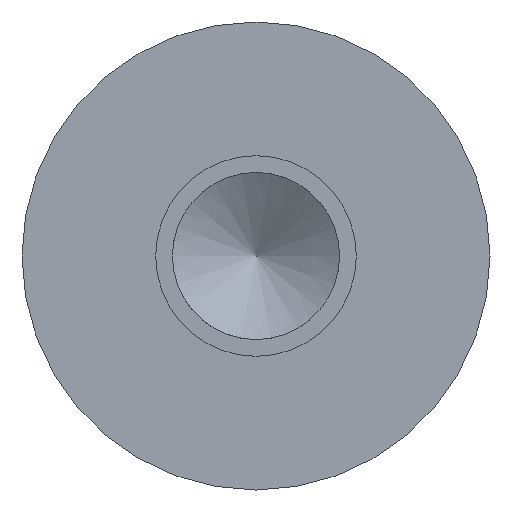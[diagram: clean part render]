
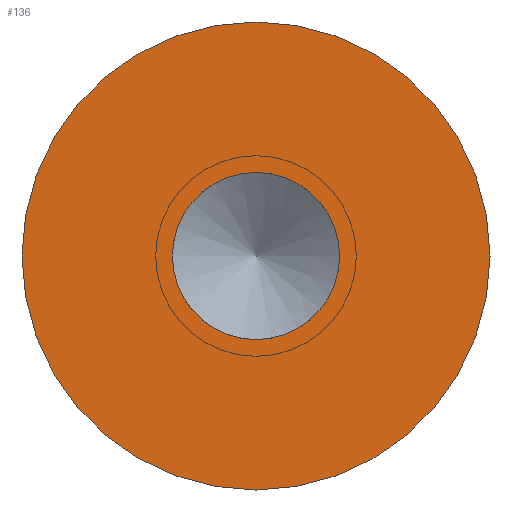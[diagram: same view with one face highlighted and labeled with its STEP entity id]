
A CAD part, front view. The second image highlights one B-rep face of the part: STEP entity #136.
In plain terms, the highlighted planar face has unit normal (0, -1, 0).
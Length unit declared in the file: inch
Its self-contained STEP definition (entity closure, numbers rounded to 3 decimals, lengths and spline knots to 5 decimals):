
#32=FACE_BOUND('',#53,.T.);
#41=FACE_OUTER_BOUND('',#52,.T.);
#52=EDGE_LOOP('',(#110));
#53=EDGE_LOOP('',(#111));
#72=CIRCLE('',#156,0.4375);
#73=CIRCLE('',#157,0.15625);
#82=VERTEX_POINT('',#222);
#83=VERTEX_POINT('',#224);
#96=EDGE_CURVE('',#82,#82,#72,.T.);
#97=EDGE_CURVE('',#83,#83,#73,.T.);
#110=ORIENTED_EDGE('',*,*,#96,.F.);
#111=ORIENTED_EDGE('',*,*,#97,.F.);
#132=PLANE('',#155);
#136=ADVANCED_FACE('',(#41,#32),#132,.F.);
#155=AXIS2_PLACEMENT_3D('',#221,#178,#179);
#156=AXIS2_PLACEMENT_3D('',#223,#180,#181);
#157=AXIS2_PLACEMENT_3D('',#225,#182,#183);
#178=DIRECTION('center_axis',(0.,1.,0.));
#179=DIRECTION('ref_axis',(1.,0.,0.));
#180=DIRECTION('center_axis',(0.,1.,0.));
#181=DIRECTION('ref_axis',(1.,0.,0.));
#182=DIRECTION('center_axis',(0.,-1.,0.));
#183=DIRECTION('ref_axis',(-1.,0.,0.));
#221=CARTESIAN_POINT('Origin',(0.,0.,0.));
#222=CARTESIAN_POINT('',(0.4375,0.,0.));
#223=CARTESIAN_POINT('Origin',(0.,0.,0.));
#224=CARTESIAN_POINT('',(-0.15625,0.,0.));
#225=CARTESIAN_POINT('Origin',(0.,0.,0.));
